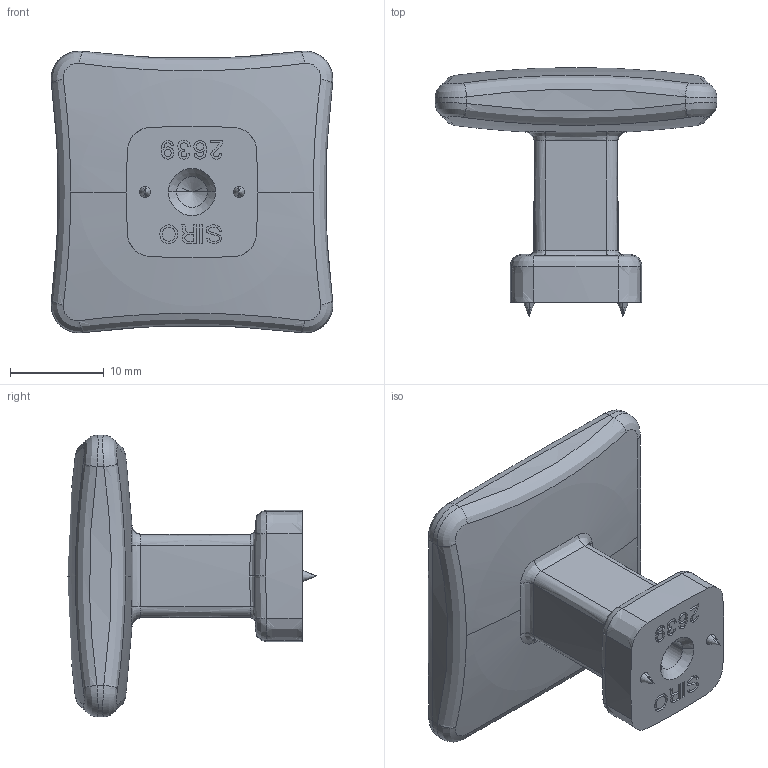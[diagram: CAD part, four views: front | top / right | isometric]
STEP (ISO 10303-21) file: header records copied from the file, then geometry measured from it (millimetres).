
FILE_DESCRIPTION(('Creo Elements/Direct Modeling STEP Export'),'2;1');
FILE_NAME('2639-30.stp','2024-01-18T11:48:02',(''),(''),'Creo Elements/Direct Modeling STEP processor for AP214 (Solid Model)','Creo Elements/Direct Modeling 20.0 12-Nov-2016 (C) Parametric Technology GmbH','');
FILE_SCHEMA(('AUTOMOTIVE_DESIGN { 1 0 10303 214 1 1 1 1 }'));
Length unit declared in the file: millimetre
Products named in the file (2): ZN-12261
Assembly tree (1 placements, depth 2):
  ZN-12261
    ZN-12261
Bounding box: 30 x 26.5 x 30 mm (x, y, z)
Volume: 6455.7 mm3; surface area: 3092.2 mm2
Topology: 1 solids, 1 shells, 553 faces, 1571 edges, 1028 vertices
Faces by surface type: plane 469, bspline 52, cylinder 20, cone 8, sphere 4
Entity records: 25263 total; most frequent: CARTESIAN_POINT 11501, ORIENTED_EDGE 3126, DIRECTION 2405, EDGE_CURVE 1563, VECTOR 1381, LINE 1381, VERTEX_POINT 1028, EDGE_LOOP 569
